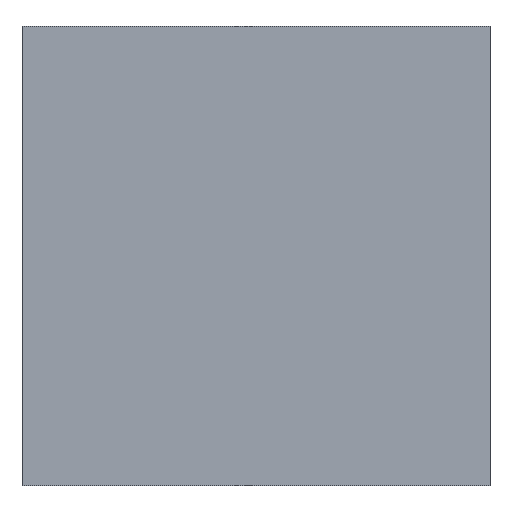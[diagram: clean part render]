
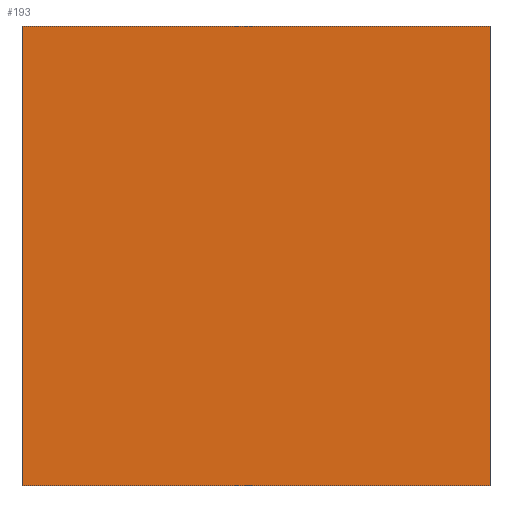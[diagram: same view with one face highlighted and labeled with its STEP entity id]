
A CAD part, front view. The second image highlights one B-rep face of the part: STEP entity #193.
In plain terms, the highlighted planar face has unit normal (0, -1, 0).
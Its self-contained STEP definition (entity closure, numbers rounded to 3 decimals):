
#175=AXIS2_PLACEMENT_3D('Plane Axis2P3D',#172,#173,#174) ;
#75=CARTESIAN_POINT('Line Origine',(12.7,-152.4,636.105)) ;
#79=CARTESIAN_POINT('Vertex',(0.,-152.4,636.105)) ;
#81=CARTESIAN_POINT('Vertex',(25.4,-152.4,636.105)) ;
#150=CARTESIAN_POINT('Vertex',(0.,-152.4,661.034)) ;
#153=CARTESIAN_POINT('Line Origine',(12.7,-152.4,661.034)) ;
#157=CARTESIAN_POINT('Vertex',(25.4,-152.4,661.034)) ;
#172=CARTESIAN_POINT('Axis2P3D Location',(0.,-152.4,661.034)) ;
#177=CARTESIAN_POINT('Line Origine',(0.,-152.4,648.57)) ;
#182=CARTESIAN_POINT('Line Origine',(25.4,-152.4,648.57)) ;
#76=DIRECTION('Vector Direction',(1.,0.,0.)) ;
#154=DIRECTION('Vector Direction',(1.,0.,0.)) ;
#173=DIRECTION('Axis2P3D Direction',(0.,-1.,0.)) ;
#174=DIRECTION('Axis2P3D XDirection',(0.,0.,-1.)) ;
#178=DIRECTION('Vector Direction',(0.,0.,-1.)) ;
#183=DIRECTION('Vector Direction',(0.,0.,-1.)) ;
#77=VECTOR('Line Direction',#76,1.) ;
#155=VECTOR('Line Direction',#154,1.) ;
#179=VECTOR('Line Direction',#178,1.) ;
#184=VECTOR('Line Direction',#183,1.) ;
#188=ORIENTED_EDGE('',*,*,#159,.F.) ;
#189=ORIENTED_EDGE('',*,*,#181,.T.) ;
#190=ORIENTED_EDGE('',*,*,#83,.T.) ;
#191=ORIENTED_EDGE('',*,*,#186,.F.) ;
#193=ADVANCED_FACE('PartBody',(#192),#176,.T.) ;
#83=EDGE_CURVE('',#80,#82,#78,.T.) ;
#159=EDGE_CURVE('',#151,#158,#156,.T.) ;
#181=EDGE_CURVE('',#151,#80,#180,.T.) ;
#186=EDGE_CURVE('',#158,#82,#185,.T.) ;
#187=EDGE_LOOP('',(#188,#189,#190,#191)) ;
#192=FACE_OUTER_BOUND('',#187,.T.) ;
#78=LINE('Line',#75,#77) ;
#156=LINE('Line',#153,#155) ;
#180=LINE('Line',#177,#179) ;
#185=LINE('Line',#182,#184) ;
#176=PLANE('',#175) ;
#80=VERTEX_POINT('',#79) ;
#82=VERTEX_POINT('',#81) ;
#151=VERTEX_POINT('',#150) ;
#158=VERTEX_POINT('',#157) ;
